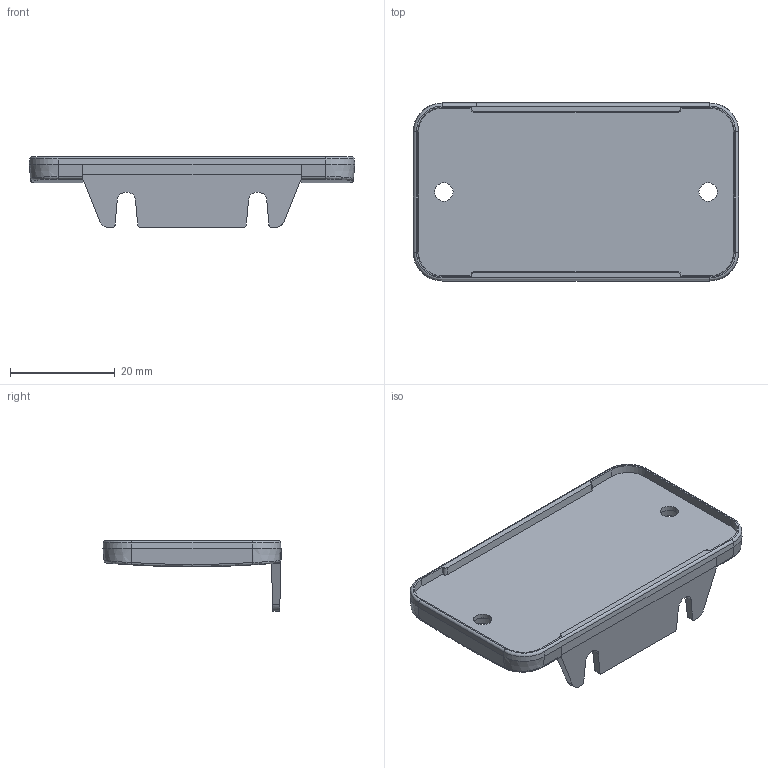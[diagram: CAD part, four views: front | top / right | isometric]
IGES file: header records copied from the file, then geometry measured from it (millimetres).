
Global section: file name: No Iges File Name specified; native system: AutoDesk Inventor R12.0; preprocessor: AutoDesk Inventor Iges Exporter R12.0; author: No Author specified; organization: No Organization specified; date: 20071001.163833; units: millimetre
Bounding box: 62 x 33.93 x 13.5 mm (x, y, z)
Volume: 5656.1 mm3; surface area: 5955.6 mm2
Topology: 1 solids, 1 shells, 117 faces, 295 edges, 185 vertices
Faces by surface type: plane 50, bspline 27, cylinder 22, cone 8, revolution 6, torus 4
